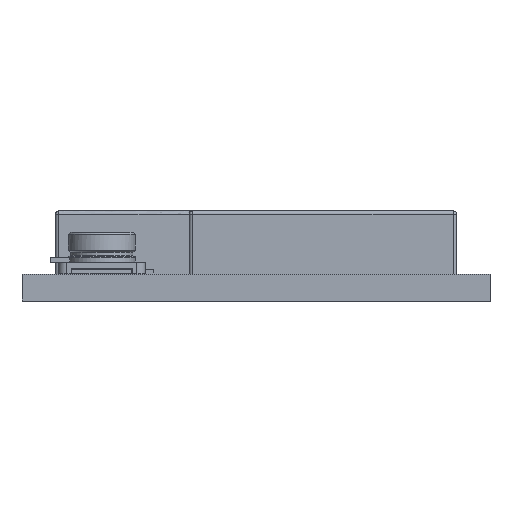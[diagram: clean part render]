
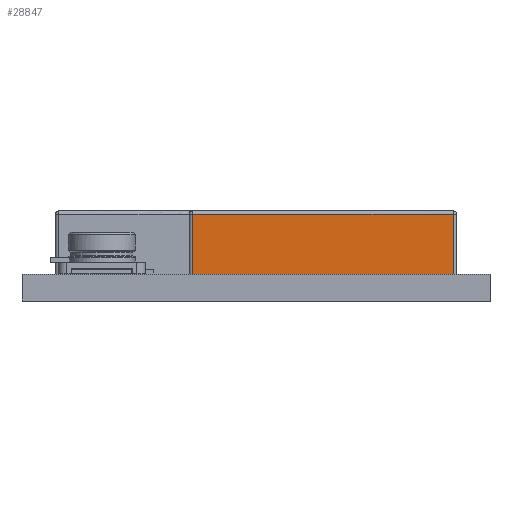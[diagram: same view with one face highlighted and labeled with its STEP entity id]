
A CAD part, front view. The second image highlights one B-rep face of the part: STEP entity #28847.
In plain terms, the highlighted free-form (B-spline) face has degree [1, 1] with [2, 2] control points.
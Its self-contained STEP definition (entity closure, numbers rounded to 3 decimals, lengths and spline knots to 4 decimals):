
#28643 = VERTEX_POINT('',#28644);
#28644 = CARTESIAN_POINT('',(6.2545,-10.0093,0.8531
    ));
#28650 = EDGE_CURVE('',#28651,#28643,#28653,.T.);
#28651 = VERTEX_POINT('',#28652);
#28652 = CARTESIAN_POINT('',(-2.0634,-10.0093,
    0.8531));
#28653 = B_SPLINE_CURVE_WITH_KNOTS('',1,(#28654,#28655),.UNSPECIFIED.,
  .F.,.F.,(2,2),(0.1,7.9),.PIECEWISE_BEZIER_KNOTS.);
#28654 = CARTESIAN_POINT('',(-2.0634,-10.0093,
    0.8531));
#28655 = CARTESIAN_POINT('',(6.2545,-10.0093,0.8531
    ));
#28847 = ADVANCED_FACE('',(#28848),#28870,.F.);
#28848 = FACE_BOUND('',#28849,.T.);
#28849 = EDGE_LOOP('',(#28850,#28851,#28858,#28865));
#28850 = ORIENTED_EDGE('',*,*,#28650,.T.);
#28851 = ORIENTED_EDGE('',*,*,#28852,.T.);
#28852 = EDGE_CURVE('',#28643,#28853,#28855,.T.);
#28853 = VERTEX_POINT('',#28854);
#28854 = CARTESIAN_POINT('',(6.2545,-10.0093,2.7726
    ));
#28855 = B_SPLINE_CURVE_WITH_KNOTS('',1,(#28856,#28857),.UNSPECIFIED.,
  .F.,.F.,(2,2),(-1.9,-0.1),.PIECEWISE_BEZIER_KNOTS.);
#28856 = CARTESIAN_POINT('',(6.2545,-10.0093,0.8531
    ));
#28857 = CARTESIAN_POINT('',(6.2545,-10.0093,2.7726
    ));
#28858 = ORIENTED_EDGE('',*,*,#28859,.T.);
#28859 = EDGE_CURVE('',#28853,#28860,#28862,.T.);
#28860 = VERTEX_POINT('',#28861);
#28861 = CARTESIAN_POINT('',(-2.0634,-10.0093,
    2.7726));
#28862 = B_SPLINE_CURVE_WITH_KNOTS('',1,(#28863,#28864),.UNSPECIFIED.,
  .F.,.F.,(2,2),(-7.9,-0.1),.PIECEWISE_BEZIER_KNOTS.);
#28863 = CARTESIAN_POINT('',(6.2545,-10.0093,2.7726
    ));
#28864 = CARTESIAN_POINT('',(-2.0634,-10.0093,
    2.7726));
#28865 = ORIENTED_EDGE('',*,*,#28866,.T.);
#28866 = EDGE_CURVE('',#28860,#28651,#28867,.T.);
#28867 = B_SPLINE_CURVE_WITH_KNOTS('',1,(#28868,#28869),.UNSPECIFIED.,
  .F.,.F.,(2,2),(0.1,1.9),.PIECEWISE_BEZIER_KNOTS.);
#28868 = CARTESIAN_POINT('',(-2.0634,-10.0093,
    2.7726));
#28869 = CARTESIAN_POINT('',(-2.0634,-10.0093,
    0.8531));
#28870 = B_SPLINE_SURFACE_WITH_KNOTS('',1,1,(
    (#28871,#28872)
    ,(#28873,#28874
  )),.UNSPECIFIED.,.F.,.F.,.F.,(2,2),(2,2),(-1.9,-0.1),(0.1,7.9),
  .PIECEWISE_BEZIER_KNOTS.);
#28871 = CARTESIAN_POINT('',(-2.0634,-10.0093,
    0.8531));
#28872 = CARTESIAN_POINT('',(6.2545,-10.0093,0.8531
    ));
#28873 = CARTESIAN_POINT('',(-2.0634,-10.0093,
    2.7726));
#28874 = CARTESIAN_POINT('',(6.2545,-10.0093,2.7726
    ));
